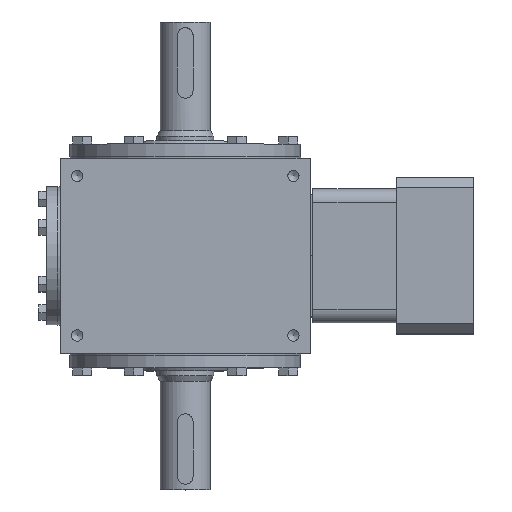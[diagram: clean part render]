
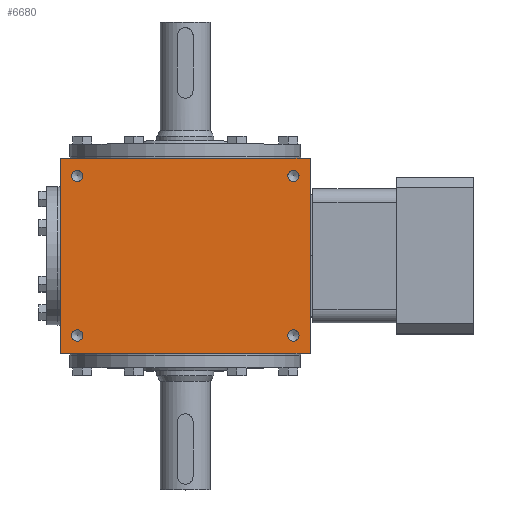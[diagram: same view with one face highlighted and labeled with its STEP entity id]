
A CAD part, top view. The second image highlights one B-rep face of the part: STEP entity #6680.
In plain terms, the highlighted planar face has unit normal (0, 0, 1).
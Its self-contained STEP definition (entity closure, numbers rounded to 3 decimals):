
#197=LINE('',#9001,#701);
#206=LINE('',#9085,#710);
#208=LINE('',#9092,#712);
#210=LINE('',#9105,#714);
#701=VECTOR('',#7515,1000.);
#710=VECTOR('',#7604,1000.);
#712=VECTOR('',#7610,1000.);
#714=VECTOR('',#7624,1000.);
#1250=ORIENTED_EDGE('',*,*,#2590,.T.);
#1251=ORIENTED_EDGE('',*,*,#2591,.T.);
#1252=ORIENTED_EDGE('',*,*,#2592,.T.);
#1253=ORIENTED_EDGE('',*,*,#2593,.T.);
#1254=ORIENTED_EDGE('',*,*,#2594,.F.);
#1255=ORIENTED_EDGE('',*,*,#2584,.F.);
#1256=ORIENTED_EDGE('',*,*,#2548,.T.);
#1257=ORIENTED_EDGE('',*,*,#2587,.T.);
#2548=EDGE_CURVE('',#3217,#3219,#197,.T.);
#2584=EDGE_CURVE('',#3217,#3254,#206,.T.);
#2587=EDGE_CURVE('',#3219,#3256,#208,.T.);
#2590=EDGE_CURVE('',#3259,#3259,#3737,.T.);
#2591=EDGE_CURVE('',#3260,#3260,#3738,.T.);
#2592=EDGE_CURVE('',#3261,#3261,#3739,.T.);
#2593=EDGE_CURVE('',#3262,#3262,#3740,.T.);
#2594=EDGE_CURVE('',#3254,#3256,#210,.T.);
#3217=VERTEX_POINT('',#8996);
#3219=VERTEX_POINT('',#9000);
#3254=VERTEX_POINT('',#9083);
#3256=VERTEX_POINT('',#9090);
#3259=VERTEX_POINT('',#9098);
#3260=VERTEX_POINT('',#9100);
#3261=VERTEX_POINT('',#9102);
#3262=VERTEX_POINT('',#9104);
#3737=CIRCLE('',#7060,5.053);
#3738=CIRCLE('',#7061,5.053);
#3739=CIRCLE('',#7062,5.053);
#3740=CIRCLE('',#7063,5.053);
#3899=EDGE_LOOP('',(#1250));
#3900=EDGE_LOOP('',(#1251));
#3901=EDGE_LOOP('',(#1252));
#3902=EDGE_LOOP('',(#1253));
#3903=EDGE_LOOP('',(#1254,#1255,#1256,#1257));
#4359=FACE_BOUND('',#3899,.T.);
#4360=FACE_BOUND('',#3900,.T.);
#4361=FACE_BOUND('',#3901,.T.);
#4362=FACE_BOUND('',#3902,.T.);
#4363=FACE_BOUND('',#3903,.T.);
#4806=PLANE('',#7059);
#6680=ADVANCED_FACE('',(#4359,#4360,#4361,#4362,#4363),#4806,.T.);
#7059=AXIS2_PLACEMENT_3D('',#9096,#7614,#7615);
#7060=AXIS2_PLACEMENT_3D('',#9097,#7616,#7617);
#7061=AXIS2_PLACEMENT_3D('',#9099,#7618,#7619);
#7062=AXIS2_PLACEMENT_3D('',#9101,#7620,#7621);
#7063=AXIS2_PLACEMENT_3D('',#9103,#7622,#7623);
#7515=DIRECTION('',(0.,1.,0.));
#7604=DIRECTION('',(-1.,0.,0.));
#7610=DIRECTION('',(-1.,0.,0.));
#7614=DIRECTION('',(0.,0.,1.));
#7615=DIRECTION('',(1.,0.,0.));
#7616=DIRECTION('',(0.,0.,-1.));
#7617=DIRECTION('',(0.,-1.,0.));
#7618=DIRECTION('',(0.,0.,-1.));
#7619=DIRECTION('',(0.,-1.,0.));
#7620=DIRECTION('',(0.,0.,-1.));
#7621=DIRECTION('',(0.,-1.,0.));
#7622=DIRECTION('',(0.,0.,-1.));
#7623=DIRECTION('',(0.,-1.,0.));
#7624=DIRECTION('',(0.,1.,0.));
#8996=CARTESIAN_POINT('',(111.76,-87.376,65.075));
#9000=CARTESIAN_POINT('',(111.76,87.376,65.075));
#9001=CARTESIAN_POINT('',(111.76,-87.376,65.075));
#9083=CARTESIAN_POINT('',(-111.76,-87.376,65.075));
#9085=CARTESIAN_POINT('',(111.76,-87.376,65.075));
#9090=CARTESIAN_POINT('',(-111.76,87.376,65.075));
#9092=CARTESIAN_POINT('',(111.76,87.376,65.075));
#9096=CARTESIAN_POINT('',(111.76,-87.376,65.075));
#9097=CARTESIAN_POINT('',(96.838,71.438,65.075));
#9098=CARTESIAN_POINT('',(96.838,66.385,65.075));
#9099=CARTESIAN_POINT('',(96.838,-71.438,65.075));
#9100=CARTESIAN_POINT('',(96.838,-76.491,65.075));
#9101=CARTESIAN_POINT('',(-96.838,71.438,65.075));
#9102=CARTESIAN_POINT('',(-96.838,66.385,65.075));
#9103=CARTESIAN_POINT('',(-96.838,-71.438,65.075));
#9104=CARTESIAN_POINT('',(-96.838,-76.491,65.075));
#9105=CARTESIAN_POINT('',(-111.76,-87.376,65.075));
